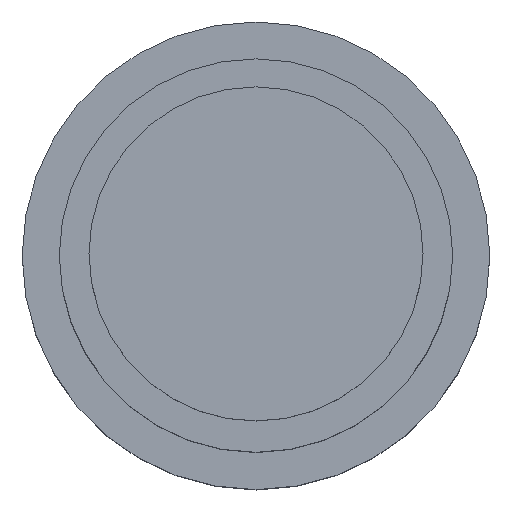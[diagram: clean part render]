
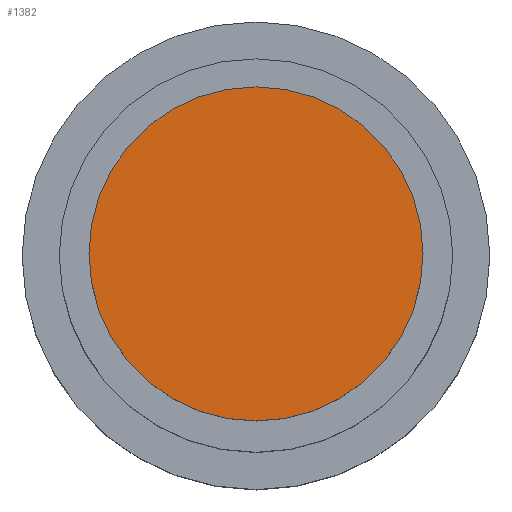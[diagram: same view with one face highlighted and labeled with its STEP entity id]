
A CAD part, top view. The second image highlights one B-rep face of the part: STEP entity #1382.
In plain terms, the highlighted planar face has unit normal (0, 0, 1).
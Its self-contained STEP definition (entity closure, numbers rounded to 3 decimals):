
#32 = AXIS2_PLACEMENT_3D ( 'NONE', #61, #387, #1387 ) ;
#50 = EDGE_CURVE ( 'NONE', #444, #836, #1376, .T. ) ;
#56 = DIRECTION ( 'NONE',  ( 0., 0., 1. ) ) ;
#61 = CARTESIAN_POINT ( 'NONE',  ( 0., 0., 173. ) ) ;
#73 = DIRECTION ( 'NONE',  ( 0., 0., -1. ) ) ;
#94 = CARTESIAN_POINT ( 'NONE',  ( 0., 0., 173. ) ) ;
#148 = EDGE_CURVE ( 'NONE', #836, #444, #628, .T. ) ;
#168 = ORIENTED_EDGE ( 'NONE', *, *, #148, .F. ) ;
#222 = AXIS2_PLACEMENT_3D ( 'NONE', #1375, #56, #952 ) ;
#233 = FACE_OUTER_BOUND ( 'NONE', #376, .T. ) ;
#375 = PLANE ( 'NONE',  #222 ) ;
#376 = EDGE_LOOP ( 'NONE', ( #1164, #168 ) ) ;
#387 = DIRECTION ( 'NONE',  ( 0., 0., -1. ) ) ;
#444 = VERTEX_POINT ( 'NONE', #939 ) ;
#627 = DIRECTION ( 'NONE',  ( -1., 0., 0. ) ) ;
#628 = CIRCLE ( 'NONE', #1243, 22.5 ) ;
#764 = CARTESIAN_POINT ( 'NONE',  ( 22.5, 0., 173. ) ) ;
#836 = VERTEX_POINT ( 'NONE', #764 ) ;
#939 = CARTESIAN_POINT ( 'NONE',  ( -22.5, 0., 173. ) ) ;
#952 = DIRECTION ( 'NONE',  ( 1., 0., 0. ) ) ;
#1164 = ORIENTED_EDGE ( 'NONE', *, *, #50, .F. ) ;
#1243 = AXIS2_PLACEMENT_3D ( 'NONE', #94, #73, #627 ) ;
#1375 = CARTESIAN_POINT ( 'NONE',  ( 0., 22.5, 173. ) ) ;
#1376 = CIRCLE ( 'NONE', #32, 22.5 ) ;
#1382 = ADVANCED_FACE ( 'NONE', ( #233 ), #375, .T. ) ;
#1387 = DIRECTION ( 'NONE',  ( -1., 0., 0. ) ) ;
